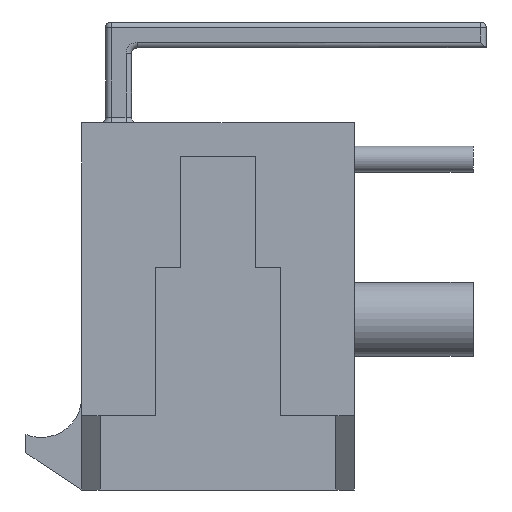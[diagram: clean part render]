
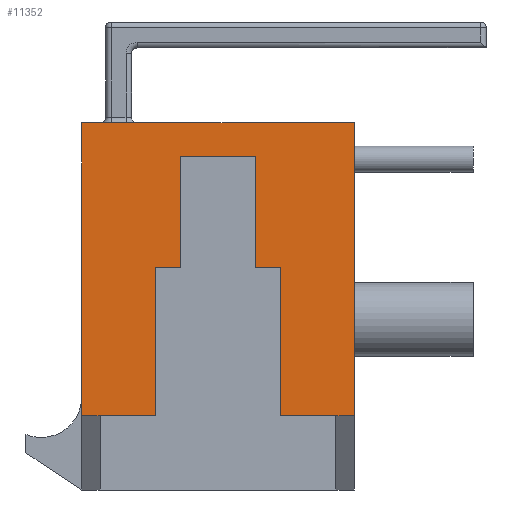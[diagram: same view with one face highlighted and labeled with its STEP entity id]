
A CAD part, left-side view. The second image highlights one B-rep face of the part: STEP entity #11352.
In plain terms, the highlighted planar face has unit normal (-1, 0, 0).
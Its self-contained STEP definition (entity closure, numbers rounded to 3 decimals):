
#49 = VECTOR ( 'NONE', #1117, 1000. ) ;
#178 = CARTESIAN_POINT ( 'NONE',  ( -7.825, 6.86, -2.95 ) ) ;
#191 = EDGE_CURVE ( 'NONE', #5975, #8690, #2555, .T. ) ;
#509 = CARTESIAN_POINT ( 'NONE',  ( -7.825, 0., -2.95 ) ) ;
#624 = LINE ( 'NONE', #509, #2363 ) ;
#838 = VERTEX_POINT ( 'NONE', #3900 ) ;
#850 = LINE ( 'NONE', #12173, #8810 ) ;
#960 = LINE ( 'NONE', #8397, #4381 ) ;
#1087 = VECTOR ( 'NONE', #4947, 1000. ) ;
#1117 = DIRECTION ( 'NONE',  ( 0., 0., -1. ) ) ;
#1119 = ORIENTED_EDGE ( 'NONE', *, *, #2244, .F. ) ;
#1273 = VECTOR ( 'NONE', #8574, 1000. ) ;
#1356 = LINE ( 'NONE', #4333, #9377 ) ;
#1450 = VERTEX_POINT ( 'NONE', #5474 ) ;
#1474 = VECTOR ( 'NONE', #2853, 1000. ) ;
#1545 = FACE_OUTER_BOUND ( 'NONE', #3165, .T. ) ;
#1553 = EDGE_CURVE ( 'NONE', #838, #5943, #9593, .T. ) ;
#1627 = VERTEX_POINT ( 'NONE', #2345 ) ;
#1725 = ORIENTED_EDGE ( 'NONE', *, *, #8760, .F. ) ;
#1939 = EDGE_CURVE ( 'NONE', #5975, #9158, #5911, .T. ) ;
#2244 = EDGE_CURVE ( 'NONE', #2615, #6643, #5404, .T. ) ;
#2345 = CARTESIAN_POINT ( 'NONE',  ( -7.825, 0., -2.95 ) ) ;
#2363 = VECTOR ( 'NONE', #8102, 1000. ) ;
#2409 = LINE ( 'NONE', #8166, #3310 ) ;
#2546 = DIRECTION ( 'NONE',  ( 0., -1., 0. ) ) ;
#2555 = LINE ( 'NONE', #6347, #5586 ) ;
#2615 = VERTEX_POINT ( 'NONE', #3767 ) ;
#2650 = ORIENTED_EDGE ( 'NONE', *, *, #2964, .T. ) ;
#2853 = DIRECTION ( 'NONE',  ( 0., 1., 0. ) ) ;
#2941 = CARTESIAN_POINT ( 'NONE',  ( -7.825, 7.36, 4.95 ) ) ;
#2964 = EDGE_CURVE ( 'NONE', #2615, #7315, #5470, .T. ) ;
#3066 = CARTESIAN_POINT ( 'NONE',  ( -7.825, 2., -2.95 ) ) ;
#3165 = EDGE_LOOP ( 'NONE', ( #1119, #2650, #9064, #5818, #6009, #3932, #7077, #7284, #11395, #3526, #10044, #1725, #3536, #7472 ) ) ;
#3189 = CARTESIAN_POINT ( 'NONE',  ( -7.825, 4.678, 1.05 ) ) ;
#3269 = DIRECTION ( 'NONE',  ( 0., 1., 0. ) ) ;
#3310 = VECTOR ( 'NONE', #10891, 1000. ) ;
#3359 = CARTESIAN_POINT ( 'NONE',  ( -7.825, 5.36, -2.95 ) ) ;
#3526 = ORIENTED_EDGE ( 'NONE', *, *, #1553, .T. ) ;
#3536 = ORIENTED_EDGE ( 'NONE', *, *, #9735, .T. ) ;
#3693 = DIRECTION ( 'NONE',  ( 0., 0., -1. ) ) ;
#3767 = CARTESIAN_POINT ( 'NONE',  ( -7.825, 7.36, -2.95 ) ) ;
#3900 = CARTESIAN_POINT ( 'NONE',  ( -7.825, 2., 1.05 ) ) ;
#3932 = ORIENTED_EDGE ( 'NONE', *, *, #7158, .F. ) ;
#4026 = VERTEX_POINT ( 'NONE', #3189 ) ;
#4194 = CARTESIAN_POINT ( 'NONE',  ( -7.825, 7.36, 4.95 ) ) ;
#4333 = CARTESIAN_POINT ( 'NONE',  ( -7.825, 5.36, 1.05 ) ) ;
#4381 = VECTOR ( 'NONE', #7461, 1000. ) ;
#4413 = VECTOR ( 'NONE', #10563, 1000. ) ;
#4526 = CARTESIAN_POINT ( 'NONE',  ( -7.825, 7.36, 4.95 ) ) ;
#4605 = CARTESIAN_POINT ( 'NONE',  ( -7.825, 7.36, -2.95 ) ) ;
#4720 = VECTOR ( 'NONE', #5523, 1000. ) ;
#4947 = DIRECTION ( 'NONE',  ( 0., 0., -1. ) ) ;
#4983 = DIRECTION ( 'NONE',  ( 0., 0., -1. ) ) ;
#5348 = CARTESIAN_POINT ( 'NONE',  ( -7.825, 7.36, 4.95 ) ) ;
#5404 = LINE ( 'NONE', #5348, #4720 ) ;
#5470 = LINE ( 'NONE', #4605, #8314 ) ;
#5474 = CARTESIAN_POINT ( 'NONE',  ( -7.825, 5.36, 1.05 ) ) ;
#5523 = DIRECTION ( 'NONE',  ( 0., 0., 1. ) ) ;
#5586 = VECTOR ( 'NONE', #6472, 1000. ) ;
#5818 = ORIENTED_EDGE ( 'NONE', *, *, #11613, .F. ) ;
#5874 = CARTESIAN_POINT ( 'NONE',  ( -7.825, 4.678, 4.05 ) ) ;
#5911 = LINE ( 'NONE', #7765, #9246 ) ;
#5943 = VERTEX_POINT ( 'NONE', #3066 ) ;
#5975 = VERTEX_POINT ( 'NONE', #10980 ) ;
#6009 = ORIENTED_EDGE ( 'NONE', *, *, #7223, .F. ) ;
#6043 = VERTEX_POINT ( 'NONE', #7271 ) ;
#6347 = CARTESIAN_POINT ( 'NONE',  ( -7.825, 2.682, 4.05 ) ) ;
#6442 = DIRECTION ( 'NONE',  ( 1., 0., 0. ) ) ;
#6472 = DIRECTION ( 'NONE',  ( 0., 1., 0. ) ) ;
#6558 = EDGE_CURVE ( 'NONE', #838, #9158, #7715, .T. ) ;
#6643 = VERTEX_POINT ( 'NONE', #4194 ) ;
#6663 = LINE ( 'NONE', #2941, #4413 ) ;
#6746 = EDGE_CURVE ( 'NONE', #8565, #5943, #11523, .T. ) ;
#7077 = ORIENTED_EDGE ( 'NONE', *, *, #191, .F. ) ;
#7158 = EDGE_CURVE ( 'NONE', #8690, #4026, #11429, .T. ) ;
#7223 = EDGE_CURVE ( 'NONE', #4026, #1450, #1356, .T. ) ;
#7271 = CARTESIAN_POINT ( 'NONE',  ( -7.825, 0., 4.95 ) ) ;
#7284 = ORIENTED_EDGE ( 'NONE', *, *, #1939, .T. ) ;
#7315 = VERTEX_POINT ( 'NONE', #178 ) ;
#7356 = EDGE_CURVE ( 'NONE', #6643, #6043, #6663, .T. ) ;
#7461 = DIRECTION ( 'NONE',  ( 0., 0., 1. ) ) ;
#7472 = ORIENTED_EDGE ( 'NONE', *, *, #7356, .F. ) ;
#7691 = EDGE_CURVE ( 'NONE', #11835, #7315, #2409, .T. ) ;
#7715 = LINE ( 'NONE', #11286, #1273 ) ;
#7765 = CARTESIAN_POINT ( 'NONE',  ( -7.825, 2.682, 4.05 ) ) ;
#7811 = CARTESIAN_POINT ( 'NONE',  ( -7.825, 2., 1.05 ) ) ;
#8102 = DIRECTION ( 'NONE',  ( 0., 1., 0. ) ) ;
#8166 = CARTESIAN_POINT ( 'NONE',  ( -7.825, 0.5, -2.95 ) ) ;
#8188 = AXIS2_PLACEMENT_3D ( 'NONE', #4526, #6442, #10150 ) ;
#8314 = VECTOR ( 'NONE', #2546, 1000. ) ;
#8397 = CARTESIAN_POINT ( 'NONE',  ( -7.825, 0., 4.95 ) ) ;
#8565 = VERTEX_POINT ( 'NONE', #11265 ) ;
#8574 = DIRECTION ( 'NONE',  ( 0., 1., 0. ) ) ;
#8690 = VERTEX_POINT ( 'NONE', #12201 ) ;
#8760 = EDGE_CURVE ( 'NONE', #1627, #8565, #624, .T. ) ;
#8810 = VECTOR ( 'NONE', #3693, 1000. ) ;
#9064 = ORIENTED_EDGE ( 'NONE', *, *, #7691, .F. ) ;
#9158 = VERTEX_POINT ( 'NONE', #11172 ) ;
#9246 = VECTOR ( 'NONE', #4983, 1000. ) ;
#9377 = VECTOR ( 'NONE', #3269, 1000. ) ;
#9593 = LINE ( 'NONE', #7811, #49 ) ;
#9735 = EDGE_CURVE ( 'NONE', #1627, #6043, #960, .T. ) ;
#10044 = ORIENTED_EDGE ( 'NONE', *, *, #6746, .F. ) ;
#10150 = DIRECTION ( 'NONE',  ( 0., 0., -1. ) ) ;
#10563 = DIRECTION ( 'NONE',  ( 0., -1., 0. ) ) ;
#10891 = DIRECTION ( 'NONE',  ( 0., 1., 0. ) ) ;
#10980 = CARTESIAN_POINT ( 'NONE',  ( -7.825, 2.682, 4.05 ) ) ;
#11127 = PLANE ( 'NONE',  #8188 ) ;
#11172 = CARTESIAN_POINT ( 'NONE',  ( -7.825, 2.682, 1.05 ) ) ;
#11265 = CARTESIAN_POINT ( 'NONE',  ( -7.825, 0.5, -2.95 ) ) ;
#11286 = CARTESIAN_POINT ( 'NONE',  ( -7.825, 5.36, 1.05 ) ) ;
#11330 = CARTESIAN_POINT ( 'NONE',  ( -7.825, 0.5, -2.95 ) ) ;
#11352 = ADVANCED_FACE ( 'NONE', ( #1545 ), #11127, .F. ) ;
#11395 = ORIENTED_EDGE ( 'NONE', *, *, #6558, .F. ) ;
#11429 = LINE ( 'NONE', #5874, #1087 ) ;
#11523 = LINE ( 'NONE', #11330, #1474 ) ;
#11613 = EDGE_CURVE ( 'NONE', #1450, #11835, #850, .T. ) ;
#11835 = VERTEX_POINT ( 'NONE', #3359 ) ;
#12173 = CARTESIAN_POINT ( 'NONE',  ( -7.825, 5.36, 1.05 ) ) ;
#12201 = CARTESIAN_POINT ( 'NONE',  ( -7.825, 4.678, 4.05 ) ) ;
